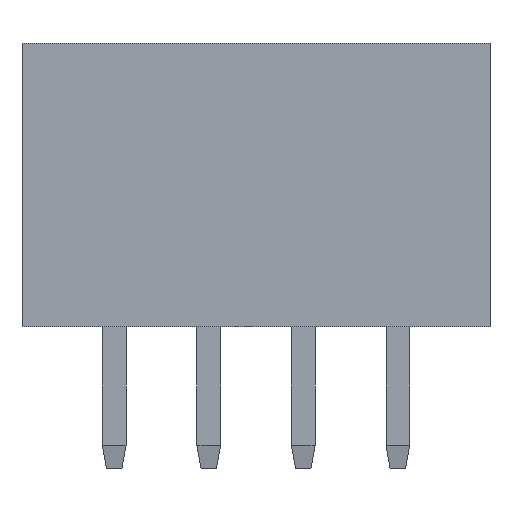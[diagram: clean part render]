
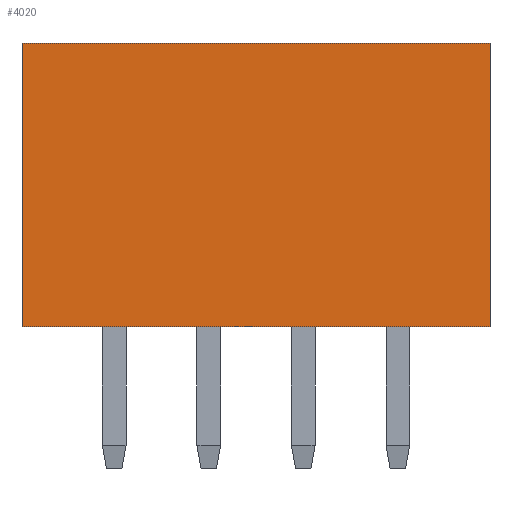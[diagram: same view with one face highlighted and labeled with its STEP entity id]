
A CAD part, front view. The second image highlights one B-rep face of the part: STEP entity #4020.
In plain terms, the highlighted planar face has unit normal (0, -1, 0).
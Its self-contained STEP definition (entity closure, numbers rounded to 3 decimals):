
#1472 = PLANE('',#1473);
#1473 = AXIS2_PLACEMENT_3D('',#1474,#1475,#1476);
#1474 = CARTESIAN_POINT('',(4.95,-2.8,6.01));
#1475 = DIRECTION('',(-1.,0.,0.));
#1476 = DIRECTION('',(0.,-1.,0.));
#2137 = PLANE('',#2138);
#2138 = AXIS2_PLACEMENT_3D('',#2139,#2140,#2141);
#2139 = CARTESIAN_POINT('',(4.95,1.7,6.01));
#2140 = DIRECTION('',(0.,0.,1.));
#2141 = DIRECTION('',(0.,1.,0.));
#2235 = PLANE('',#2236);
#2236 = AXIS2_PLACEMENT_3D('',#2237,#2238,#2239);
#2237 = CARTESIAN_POINT('',(4.95,1.7,0.01));
#2238 = DIRECTION('',(0.,0.,1.));
#2239 = DIRECTION('',(0.,1.,0.));
#3150 = VERTEX_POINT('',#3151);
#3151 = CARTESIAN_POINT('',(4.95,-2.8,6.01));
#3172 = EDGE_CURVE('',#3150,#3173,#3175,.T.);
#3173 = VERTEX_POINT('',#3174);
#3174 = CARTESIAN_POINT('',(4.95,-2.8,0.01));
#3175 = SURFACE_CURVE('',#3176,(#3180,#3187),.PCURVE_S1.);
#3176 = LINE('',#3177,#3178);
#3177 = CARTESIAN_POINT('',(4.95,-2.8,6.01));
#3178 = VECTOR('',#3179,1.);
#3179 = DIRECTION('',(0.,0.,-1.));
#3180 = PCURVE('',#1472,#3181);
#3181 = DEFINITIONAL_REPRESENTATION('',(#3182),#3186);
#3182 = LINE('',#3183,#3184);
#3183 = CARTESIAN_POINT('',(0.,0.));
#3184 = VECTOR('',#3185,1.);
#3185 = DIRECTION('',(0.,-1.));
#3186 = ( GEOMETRIC_REPRESENTATION_CONTEXT(2) 
PARAMETRIC_REPRESENTATION_CONTEXT() REPRESENTATION_CONTEXT('2D SPACE',''
  ) );
#3187 = PCURVE('',#3188,#3193);
#3188 = PLANE('',#3189);
#3189 = AXIS2_PLACEMENT_3D('',#3190,#3191,#3192);
#3190 = CARTESIAN_POINT('',(4.95,-2.8,6.01));
#3191 = DIRECTION('',(0.,1.,0.));
#3192 = DIRECTION('',(-1.,0.,0.));
#3193 = DEFINITIONAL_REPRESENTATION('',(#3194),#3198);
#3194 = LINE('',#3195,#3196);
#3195 = CARTESIAN_POINT('',(0.,0.));
#3196 = VECTOR('',#3197,1.);
#3197 = DIRECTION('',(0.,-1.));
#3198 = ( GEOMETRIC_REPRESENTATION_CONTEXT(2) 
PARAMETRIC_REPRESENTATION_CONTEXT() REPRESENTATION_CONTEXT('2D SPACE',''
  ) );
#3819 = PLANE('',#3820);
#3820 = AXIS2_PLACEMENT_3D('',#3821,#3822,#3823);
#3821 = CARTESIAN_POINT('',(-4.95,-2.8,6.01));
#3822 = DIRECTION('',(1.,0.,0.));
#3823 = DIRECTION('',(0.,1.,0.));
#4020 = ADVANCED_FACE('',(#4021),#3188,.F.);
#4021 = FACE_BOUND('',#4022,.T.);
#4022 = EDGE_LOOP('',(#4023,#4046,#4047,#4070));
#4023 = ORIENTED_EDGE('',*,*,#4024,.T.);
#4024 = EDGE_CURVE('',#4025,#3173,#4027,.T.);
#4025 = VERTEX_POINT('',#4026);
#4026 = CARTESIAN_POINT('',(-4.95,-2.8,0.01));
#4027 = SURFACE_CURVE('',#4028,(#4032,#4039),.PCURVE_S1.);
#4028 = LINE('',#4029,#4030);
#4029 = CARTESIAN_POINT('',(4.95,-2.8,0.01));
#4030 = VECTOR('',#4031,1.);
#4031 = DIRECTION('',(1.,0.,0.));
#4032 = PCURVE('',#3188,#4033);
#4033 = DEFINITIONAL_REPRESENTATION('',(#4034),#4038);
#4034 = LINE('',#4035,#4036);
#4035 = CARTESIAN_POINT('',(0.,-6.));
#4036 = VECTOR('',#4037,1.);
#4037 = DIRECTION('',(-1.,0.));
#4038 = ( GEOMETRIC_REPRESENTATION_CONTEXT(2) 
PARAMETRIC_REPRESENTATION_CONTEXT() REPRESENTATION_CONTEXT('2D SPACE',''
  ) );
#4039 = PCURVE('',#2235,#4040);
#4040 = DEFINITIONAL_REPRESENTATION('',(#4041),#4045);
#4041 = LINE('',#4042,#4043);
#4042 = CARTESIAN_POINT('',(-4.5,0.));
#4043 = VECTOR('',#4044,1.);
#4044 = DIRECTION('',(0.,-1.));
#4045 = ( GEOMETRIC_REPRESENTATION_CONTEXT(2) 
PARAMETRIC_REPRESENTATION_CONTEXT() REPRESENTATION_CONTEXT('2D SPACE',''
  ) );
#4046 = ORIENTED_EDGE('',*,*,#3172,.F.);
#4047 = ORIENTED_EDGE('',*,*,#4048,.F.);
#4048 = EDGE_CURVE('',#4049,#3150,#4051,.T.);
#4049 = VERTEX_POINT('',#4050);
#4050 = CARTESIAN_POINT('',(-4.95,-2.8,6.01));
#4051 = SURFACE_CURVE('',#4052,(#4056,#4063),.PCURVE_S1.);
#4052 = LINE('',#4053,#4054);
#4053 = CARTESIAN_POINT('',(4.95,-2.8,6.01));
#4054 = VECTOR('',#4055,1.);
#4055 = DIRECTION('',(1.,0.,0.));
#4056 = PCURVE('',#3188,#4057);
#4057 = DEFINITIONAL_REPRESENTATION('',(#4058),#4062);
#4058 = LINE('',#4059,#4060);
#4059 = CARTESIAN_POINT('',(0.,0.));
#4060 = VECTOR('',#4061,1.);
#4061 = DIRECTION('',(-1.,0.));
#4062 = ( GEOMETRIC_REPRESENTATION_CONTEXT(2) 
PARAMETRIC_REPRESENTATION_CONTEXT() REPRESENTATION_CONTEXT('2D SPACE',''
  ) );
#4063 = PCURVE('',#2137,#4064);
#4064 = DEFINITIONAL_REPRESENTATION('',(#4065),#4069);
#4065 = LINE('',#4066,#4067);
#4066 = CARTESIAN_POINT('',(-4.5,0.));
#4067 = VECTOR('',#4068,1.);
#4068 = DIRECTION('',(0.,-1.));
#4069 = ( GEOMETRIC_REPRESENTATION_CONTEXT(2) 
PARAMETRIC_REPRESENTATION_CONTEXT() REPRESENTATION_CONTEXT('2D SPACE',''
  ) );
#4070 = ORIENTED_EDGE('',*,*,#4071,.T.);
#4071 = EDGE_CURVE('',#4049,#4025,#4072,.T.);
#4072 = SURFACE_CURVE('',#4073,(#4077,#4084),.PCURVE_S1.);
#4073 = LINE('',#4074,#4075);
#4074 = CARTESIAN_POINT('',(-4.95,-2.8,6.01));
#4075 = VECTOR('',#4076,1.);
#4076 = DIRECTION('',(0.,0.,-1.));
#4077 = PCURVE('',#3188,#4078);
#4078 = DEFINITIONAL_REPRESENTATION('',(#4079),#4083);
#4079 = LINE('',#4080,#4081);
#4080 = CARTESIAN_POINT('',(9.9,0.));
#4081 = VECTOR('',#4082,1.);
#4082 = DIRECTION('',(0.,-1.));
#4083 = ( GEOMETRIC_REPRESENTATION_CONTEXT(2) 
PARAMETRIC_REPRESENTATION_CONTEXT() REPRESENTATION_CONTEXT('2D SPACE',''
  ) );
#4084 = PCURVE('',#3819,#4085);
#4085 = DEFINITIONAL_REPRESENTATION('',(#4086),#4090);
#4086 = LINE('',#4087,#4088);
#4087 = CARTESIAN_POINT('',(0.,0.));
#4088 = VECTOR('',#4089,1.);
#4089 = DIRECTION('',(0.,-1.));
#4090 = ( GEOMETRIC_REPRESENTATION_CONTEXT(2) 
PARAMETRIC_REPRESENTATION_CONTEXT() REPRESENTATION_CONTEXT('2D SPACE',''
  ) );
